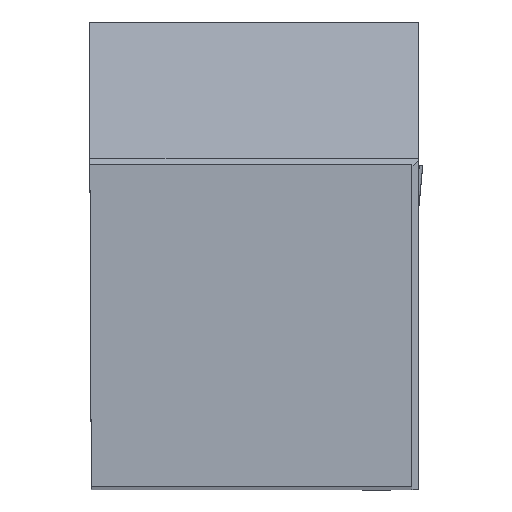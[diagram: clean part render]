
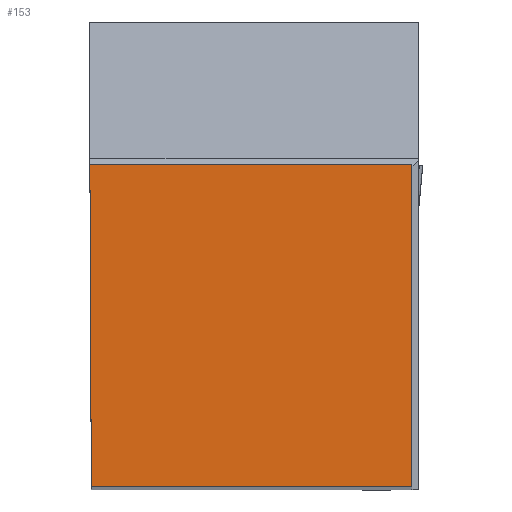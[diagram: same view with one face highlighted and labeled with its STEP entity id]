
A CAD part, top view. The second image highlights one B-rep face of the part: STEP entity #153.
In plain terms, the highlighted planar face has unit normal (0, 0, 1).
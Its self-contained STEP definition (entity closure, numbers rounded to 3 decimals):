
#153=ADVANCED_FACE('BLANK_BOXF006',(#252),#199,.F.);
#199=PLANE('',#1249);
#252=FACE_OUTER_BOUND('',#307,.T.);
#307=EDGE_LOOP('',(#542,#543,#544,#545));
#542=ORIENTED_EDGE('',*,*,#851,.T.);
#543=ORIENTED_EDGE('',*,*,#852,.T.);
#544=ORIENTED_EDGE('',*,*,#853,.T.);
#545=ORIENTED_EDGE('',*,*,#839,.T.);
#707=VERTEX_POINT('',#1998);
#708=VERTEX_POINT('',#2000);
#716=VERTEX_POINT('',#2023);
#717=VERTEX_POINT('',#2025);
#839=EDGE_CURVE('',#708,#707,#962,.T.);
#851=EDGE_CURVE('',#707,#716,#972,.T.);
#852=EDGE_CURVE('',#716,#717,#973,.T.);
#853=EDGE_CURVE('',#717,#708,#974,.T.);
#962=LINE('',#1999,#1086);
#972=LINE('',#2022,#1096);
#973=LINE('',#2024,#1097);
#974=LINE('',#2026,#1098);
#1086=VECTOR('',#1451,1.);
#1096=VECTOR('',#1471,1.);
#1097=VECTOR('',#1472,1.);
#1098=VECTOR('',#1473,1.);
#1249=AXIS2_PLACEMENT_3D('',#2027,#1474,#1475);
#1451=DIRECTION('',(1.,0.,0.));
#1471=DIRECTION('',(0.,1.,0.));
#1472=DIRECTION('',(-1.,0.,0.));
#1473=DIRECTION('',(0.004,-1.,0.));
#1474=DIRECTION('',(0.,0.,-1.));
#1475=DIRECTION('',(0.,-1.,0.));
#1998=CARTESIAN_POINT('',(18.923,0.,0.));
#1999=CARTESIAN_POINT('',(-126.2,0.,0.));
#2000=CARTESIAN_POINT('',(0.083,0.,0.));
#2022=CARTESIAN_POINT('',(18.923,-126.2,0.));
#2023=CARTESIAN_POINT('',(18.923,18.923,0.));
#2024=CARTESIAN_POINT('',(126.2,18.923,0.));
#2025=CARTESIAN_POINT('',(0.,18.923,0.));
#2026=CARTESIAN_POINT('',(-0.468,126.199,0.));
#2027=CARTESIAN_POINT('',(19.308,-5.,0.));
